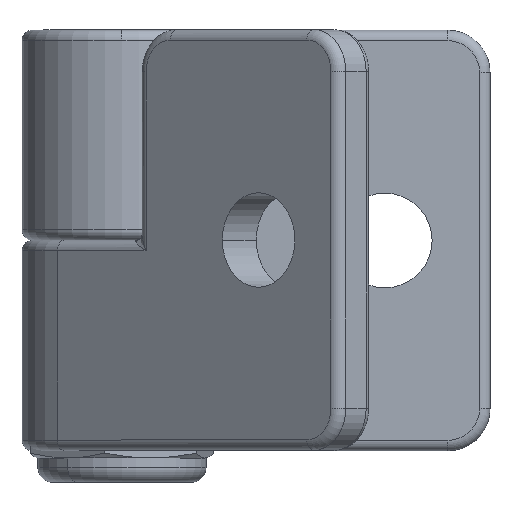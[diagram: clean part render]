
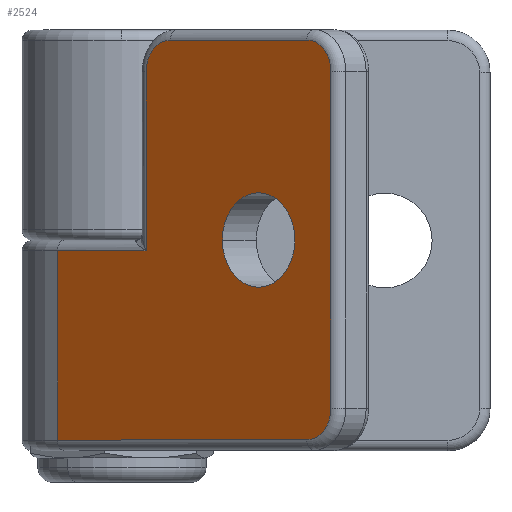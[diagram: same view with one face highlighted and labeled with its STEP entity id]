
A CAD part, top view. The second image highlights one B-rep face of the part: STEP entity #2524.
In plain terms, the highlighted face is planar.
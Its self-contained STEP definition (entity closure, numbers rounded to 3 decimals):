
#45 = AXIS2_PLACEMENT_3D ( 'NONE', #2742, #988, #2972 ) ;
#59 = DIRECTION ( 'NONE',  ( 1., 0., 0. ) ) ;
#209 = VERTEX_POINT ( 'NONE', #1590 ) ;
#238 = DIRECTION ( 'NONE',  ( 1., 0., 0. ) ) ;
#254 = AXIS2_PLACEMENT_3D ( 'NONE', #436, #2514, #3043 ) ;
#316 = ORIENTED_EDGE ( 'NONE', *, *, #2196, .T. ) ;
#347 = LINE ( 'NONE', #2707, #573 ) ;
#350 = VECTOR ( 'NONE', #1224, 1000. ) ;
#363 = CARTESIAN_POINT ( 'NONE',  ( 25., 20., -9.5 ) ) ;
#382 = DIRECTION ( 'NONE',  ( 0., 0., 1. ) ) ;
#408 = EDGE_CURVE ( 'NONE', #1984, #2429, #756, .T. ) ;
#422 = CARTESIAN_POINT ( 'NONE',  ( 11., 40., -9.5 ) ) ;
#436 = CARTESIAN_POINT ( 'NONE',  ( 25., 20., -9.5 ) ) ;
#439 = EDGE_LOOP ( 'NONE', ( #1246, #2447, #2674, #1629, #316, #2681, #1617, #2186, #656 ) ) ;
#440 = LINE ( 'NONE', #422, #2602 ) ;
#490 = LINE ( 'NONE', #1727, #350 ) ;
#543 = DIRECTION ( 'NONE',  ( 1., 0., 0. ) ) ;
#573 = VECTOR ( 'NONE', #1902, 1000. ) ;
#585 = EDGE_CURVE ( 'NONE', #2467, #998, #2726, .T. ) ;
#656 = ORIENTED_EDGE ( 'NONE', *, *, #2948, .T. ) ;
#756 = CIRCLE ( 'NONE', #2836, 3. ) ;
#758 = FACE_OUTER_BOUND ( 'NONE', #439, .T. ) ;
#786 = EDGE_CURVE ( 'NONE', #3210, #209, #2536, .T. ) ;
#818 = CARTESIAN_POINT ( 'NONE',  ( 34., 40., -9.5 ) ) ;
#945 = EDGE_CURVE ( 'NONE', #2061, #1984, #2057, .T. ) ;
#988 = DIRECTION ( 'NONE',  ( 0., 0., 1. ) ) ;
#991 = CARTESIAN_POINT ( 'NONE',  ( 34., 4., -9.5 ) ) ;
#998 = VERTEX_POINT ( 'NONE', #1596 ) ;
#1005 = CARTESIAN_POINT ( 'NONE',  ( 29.5, 20., -9.5 ) ) ;
#1121 = VECTOR ( 'NONE', #2071, 1000. ) ;
#1147 = CARTESIAN_POINT ( 'NONE',  ( 11., 4., -9.5 ) ) ;
#1154 = AXIS2_PLACEMENT_3D ( 'NONE', #2567, #3121, #543 ) ;
#1182 = EDGE_CURVE ( 'NONE', #2340, #2764, #440, .T. ) ;
#1192 = ORIENTED_EDGE ( 'NONE', *, *, #585, .T. ) ;
#1224 = DIRECTION ( 'NONE',  ( 1., 0., 0. ) ) ;
#1235 = FACE_BOUND ( 'NONE', #1674, .T. ) ;
#1246 = ORIENTED_EDGE ( 'NONE', *, *, #1182, .T. ) ;
#1283 = VERTEX_POINT ( 'NONE', #2498 ) ;
#1304 = VERTEX_POINT ( 'NONE', #2765 ) ;
#1326 = DIRECTION ( 'NONE',  ( 0., 0., -1. ) ) ;
#1426 = AXIS2_PLACEMENT_3D ( 'NONE', #2069, #1326, #59 ) ;
#1494 = VECTOR ( 'NONE', #1999, 1000. ) ;
#1512 = EDGE_CURVE ( 'NONE', #3210, #1283, #490, .T. ) ;
#1590 = CARTESIAN_POINT ( 'NONE',  ( 0., 21., -9.5 ) ) ;
#1596 = CARTESIAN_POINT ( 'NONE',  ( 20.5, 20., -9.5 ) ) ;
#1617 = ORIENTED_EDGE ( 'NONE', *, *, #408, .T. ) ;
#1629 = ORIENTED_EDGE ( 'NONE', *, *, #1512, .T. ) ;
#1674 = EDGE_LOOP ( 'NONE', ( #1192, #1854 ) ) ;
#1687 = CIRCLE ( 'NONE', #254, 4.5 ) ;
#1727 = CARTESIAN_POINT ( 'NONE',  ( 31., 39., -9.5 ) ) ;
#1854 = ORIENTED_EDGE ( 'NONE', *, *, #2013, .T. ) ;
#1902 = DIRECTION ( 'NONE',  ( -1., 0., 0. ) ) ;
#1984 = VERTEX_POINT ( 'NONE', #991 ) ;
#1999 = DIRECTION ( 'NONE',  ( 0., -1., 0. ) ) ;
#2013 = EDGE_CURVE ( 'NONE', #998, #2467, #1687, .T. ) ;
#2057 = LINE ( 'NONE', #818, #1121 ) ;
#2061 = VERTEX_POINT ( 'NONE', #2996 ) ;
#2069 = CARTESIAN_POINT ( 'NONE',  ( 14., 4., -9.5 ) ) ;
#2071 = DIRECTION ( 'NONE',  ( 0., -1., 0. ) ) ;
#2128 = DIRECTION ( 'NONE',  ( 1., 0., 0. ) ) ;
#2167 = CARTESIAN_POINT ( 'NONE',  ( 11., 21., -9.5 ) ) ;
#2186 = ORIENTED_EDGE ( 'NONE', *, *, #2361, .T. ) ;
#2191 = CARTESIAN_POINT ( 'NONE',  ( 0., 40., -9.5 ) ) ;
#2196 = EDGE_CURVE ( 'NONE', #1283, #2061, #3129, .T. ) ;
#2240 = PLANE ( 'NONE',  #45 ) ;
#2300 = CARTESIAN_POINT ( 'NONE',  ( 31., 4., -9.5 ) ) ;
#2316 = DIRECTION ( 'NONE',  ( 0., 0., -1. ) ) ;
#2340 = VERTEX_POINT ( 'NONE', #1147 ) ;
#2361 = EDGE_CURVE ( 'NONE', #2429, #1304, #347, .T. ) ;
#2429 = VERTEX_POINT ( 'NONE', #2526 ) ;
#2447 = ORIENTED_EDGE ( 'NONE', *, *, #3009, .T. ) ;
#2467 = VERTEX_POINT ( 'NONE', #1005 ) ;
#2498 = CARTESIAN_POINT ( 'NONE',  ( 31., 39., -9.5 ) ) ;
#2514 = DIRECTION ( 'NONE',  ( 0., 0., 1. ) ) ;
#2524 = ADVANCED_FACE ( 'NONE', ( #1235, #758 ), #2240, .F. ) ;
#2526 = CARTESIAN_POINT ( 'NONE',  ( 31., 1., -9.5 ) ) ;
#2536 = LINE ( 'NONE', #2191, #1494 ) ;
#2567 = CARTESIAN_POINT ( 'NONE',  ( 31., 36., -9.5 ) ) ;
#2602 = VECTOR ( 'NONE', #2982, 1000. ) ;
#2633 = CARTESIAN_POINT ( 'NONE',  ( 35., 21., -9.5 ) ) ;
#2674 = ORIENTED_EDGE ( 'NONE', *, *, #786, .F. ) ;
#2681 = ORIENTED_EDGE ( 'NONE', *, *, #945, .T. ) ;
#2707 = CARTESIAN_POINT ( 'NONE',  ( 35., 1., -9.5 ) ) ;
#2717 = VECTOR ( 'NONE', #3143, 1000. ) ;
#2726 = CIRCLE ( 'NONE', #2935, 4.5 ) ;
#2742 = CARTESIAN_POINT ( 'NONE',  ( 35., 40., -9.5 ) ) ;
#2764 = VERTEX_POINT ( 'NONE', #2167 ) ;
#2765 = CARTESIAN_POINT ( 'NONE',  ( 14., 1., -9.5 ) ) ;
#2798 = CARTESIAN_POINT ( 'NONE',  ( 0., 39., -9.5 ) ) ;
#2836 = AXIS2_PLACEMENT_3D ( 'NONE', #2300, #2316, #238 ) ;
#2837 = LINE ( 'NONE', #2633, #2717 ) ;
#2935 = AXIS2_PLACEMENT_3D ( 'NONE', #363, #382, #2128 ) ;
#2948 = EDGE_CURVE ( 'NONE', #1304, #2340, #3188, .T. ) ;
#2972 = DIRECTION ( 'NONE',  ( 1., 0., 0. ) ) ;
#2982 = DIRECTION ( 'NONE',  ( 0., 1., 0. ) ) ;
#2996 = CARTESIAN_POINT ( 'NONE',  ( 34., 36., -9.5 ) ) ;
#3009 = EDGE_CURVE ( 'NONE', #2764, #209, #2837, .T. ) ;
#3043 = DIRECTION ( 'NONE',  ( 1., 0., 0. ) ) ;
#3121 = DIRECTION ( 'NONE',  ( 0., 0., -1. ) ) ;
#3129 = CIRCLE ( 'NONE', #1154, 3. ) ;
#3143 = DIRECTION ( 'NONE',  ( -1., 0., 0. ) ) ;
#3188 = CIRCLE ( 'NONE', #1426, 3. ) ;
#3210 = VERTEX_POINT ( 'NONE', #2798 ) ;
